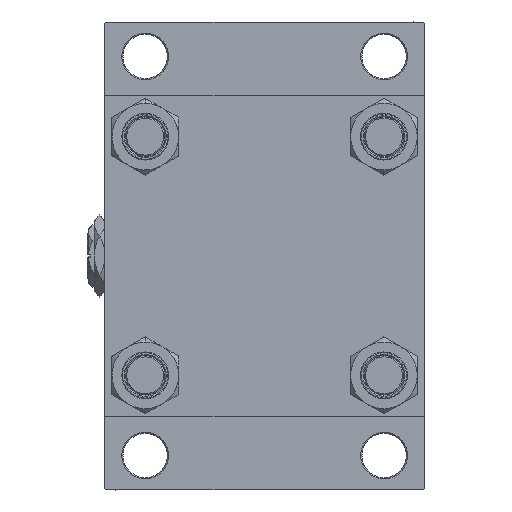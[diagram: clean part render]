
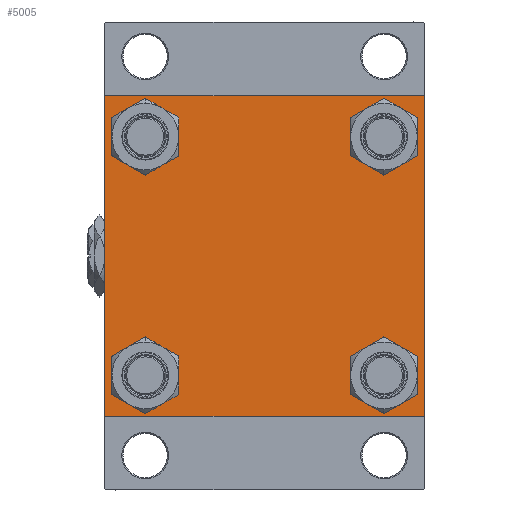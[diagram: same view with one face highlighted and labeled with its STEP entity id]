
A CAD part, left-side view. The second image highlights one B-rep face of the part: STEP entity #5005.
In plain terms, the highlighted planar face has unit normal (-1, 0, 0).
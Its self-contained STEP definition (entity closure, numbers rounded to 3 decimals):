
#108 = VERTEX_POINT ( 'NONE', #47724 ) ;
#230 = CARTESIAN_POINT ( 'NONE',  ( 0., 0., 0. ) ) ;
#437 = DIRECTION ( 'NONE',  ( 0., 0.707, -0.707 ) ) ;
#438 = CIRCLE ( 'NONE', #41612, 8.5 ) ;
#749 = DIRECTION ( 'NONE',  ( 0., 0., 1. ) ) ;
#1021 = VERTEX_POINT ( 'NONE', #20508 ) ;
#1231 = FACE_BOUND ( 'NONE', #2857, .T. ) ;
#2147 = ORIENTED_EDGE ( 'NONE', *, *, #5163, .T. ) ;
#2554 = CIRCLE ( 'NONE', #22730, 8.5 ) ;
#2631 = EDGE_LOOP ( 'NONE', ( #3319, #2147, #29669, #9475, #41733, #39387, #42564, #8850 ) ) ;
#2644 = LINE ( 'NONE', #48410, #23797 ) ;
#2770 = CARTESIAN_POINT ( 'NONE',  ( 0., -48.45, 48.45 ) ) ;
#2779 = CARTESIAN_POINT ( 'NONE',  ( 0., -48.45, 48.45 ) ) ;
#2857 = EDGE_LOOP ( 'NONE', ( #46528, #14644 ) ) ;
#3247 = EDGE_CURVE ( 'NONE', #12235, #39681, #49697, .T. ) ;
#3318 = CARTESIAN_POINT ( 'NONE',  ( 0., 48.45, 48.45 ) ) ;
#3319 = ORIENTED_EDGE ( 'NONE', *, *, #17861, .T. ) ;
#4207 = EDGE_CURVE ( 'NONE', #1021, #12819, #23879, .T. ) ;
#4286 = CARTESIAN_POINT ( 'NONE',  ( 0., 65., -64.5 ) ) ;
#4523 = DIRECTION ( 'NONE',  ( -1., 0., 0. ) ) ;
#4538 = AXIS2_PLACEMENT_3D ( 'NONE', #15647, #31048, #4770 ) ;
#4770 = DIRECTION ( 'NONE',  ( 0., 0., 1. ) ) ;
#4891 = VECTOR ( 'NONE', #42898, 1000. ) ;
#5005 = ADVANCED_FACE ( 'NONE', ( #8313, #1231, #28036, #46479, #12360 ), #15912, .T. ) ;
#5163 = EDGE_CURVE ( 'NONE', #22576, #48925, #47991, .T. ) ;
#6087 = CIRCLE ( 'NONE', #31860, 8.5 ) ;
#6875 = CARTESIAN_POINT ( 'NONE',  ( 0., 65., 64.5 ) ) ;
#6884 = ORIENTED_EDGE ( 'NONE', *, *, #49329, .T. ) ;
#7838 = CARTESIAN_POINT ( 'NONE',  ( 0., -64.75, -64.75 ) ) ;
#8313 = FACE_BOUND ( 'NONE', #28173, .T. ) ;
#8570 = DIRECTION ( 'NONE',  ( 0., 0., 1. ) ) ;
#8850 = ORIENTED_EDGE ( 'NONE', *, *, #15973, .T. ) ;
#9475 = ORIENTED_EDGE ( 'NONE', *, *, #35327, .T. ) ;
#10262 = CIRCLE ( 'NONE', #28057, 8.5 ) ;
#10392 = CARTESIAN_POINT ( 'NONE',  ( 0., 65., -65. ) ) ;
#10765 = CARTESIAN_POINT ( 'NONE',  ( 0., 48.45, 48.45 ) ) ;
#11633 = DIRECTION ( 'NONE',  ( 0., -0.707, 0.707 ) ) ;
#12127 = DIRECTION ( 'NONE',  ( 1., 0., 0. ) ) ;
#12235 = VERTEX_POINT ( 'NONE', #19395 ) ;
#12360 = FACE_OUTER_BOUND ( 'NONE', #2631, .T. ) ;
#12527 = CARTESIAN_POINT ( 'NONE',  ( 0., 64.5, -65. ) ) ;
#12624 = VECTOR ( 'NONE', #20968, 1000. ) ;
#12819 = VERTEX_POINT ( 'NONE', #34422 ) ;
#14644 = ORIENTED_EDGE ( 'NONE', *, *, #4207, .T. ) ;
#15647 = CARTESIAN_POINT ( 'NONE',  ( 0., -48.45, -48.45 ) ) ;
#15912 = PLANE ( 'NONE',  #45697 ) ;
#15973 = EDGE_CURVE ( 'NONE', #24250, #24486, #16625, .T. ) ;
#16131 = CARTESIAN_POINT ( 'NONE',  ( 0., 65., 65. ) ) ;
#16625 = LINE ( 'NONE', #32013, #17766 ) ;
#17766 = VECTOR ( 'NONE', #437, 1000. ) ;
#17861 = EDGE_CURVE ( 'NONE', #24486, #22576, #22719, .T. ) ;
#18202 = DIRECTION ( 'NONE',  ( 1., 0., 0. ) ) ;
#18982 = DIRECTION ( 'NONE',  ( 1., 0., 0. ) ) ;
#19368 = DIRECTION ( 'NONE',  ( 1., 0., 0. ) ) ;
#19395 = CARTESIAN_POINT ( 'NONE',  ( 0., -48.45, 39.95 ) ) ;
#19481 = DIRECTION ( 'NONE',  ( 0., 0., 1. ) ) ;
#19713 = CARTESIAN_POINT ( 'NONE',  ( 0., 48.45, -48.45 ) ) ;
#19722 = EDGE_CURVE ( 'NONE', #108, #20228, #2554, .T. ) ;
#20048 = ORIENTED_EDGE ( 'NONE', *, *, #19722, .T. ) ;
#20228 = VERTEX_POINT ( 'NONE', #49275 ) ;
#20508 = CARTESIAN_POINT ( 'NONE',  ( 0., -48.45, -56.95 ) ) ;
#20510 = VERTEX_POINT ( 'NONE', #48483 ) ;
#20968 = DIRECTION ( 'NONE',  ( 0., -0.707, -0.707 ) ) ;
#21101 = EDGE_CURVE ( 'NONE', #24250, #46975, #31679, .T. ) ;
#22395 = AXIS2_PLACEMENT_3D ( 'NONE', #10765, #48696, #29733 ) ;
#22576 = VERTEX_POINT ( 'NONE', #4286 ) ;
#22719 = LINE ( 'NONE', #16131, #4891 ) ;
#22730 = AXIS2_PLACEMENT_3D ( 'NONE', #26716, #19368, #27459 ) ;
#22936 = EDGE_CURVE ( 'NONE', #37083, #46975, #49744, .T. ) ;
#23797 = VECTOR ( 'NONE', #48894, 1000. ) ;
#23879 = CIRCLE ( 'NONE', #4538, 8.5 ) ;
#24250 = VERTEX_POINT ( 'NONE', #35209 ) ;
#24486 = VERTEX_POINT ( 'NONE', #6875 ) ;
#26039 = EDGE_CURVE ( 'NONE', #37083, #32464, #2644, .T. ) ;
#26585 = CARTESIAN_POINT ( 'NONE',  ( 0., -65., 64.5 ) ) ;
#26716 = CARTESIAN_POINT ( 'NONE',  ( 0., 48.45, -48.45 ) ) ;
#27286 = DIRECTION ( 'NONE',  ( 0., 0., 1. ) ) ;
#27459 = DIRECTION ( 'NONE',  ( 0., 0., 1. ) ) ;
#27926 = AXIS2_PLACEMENT_3D ( 'NONE', #2770, #18202, #33600 ) ;
#28036 = FACE_BOUND ( 'NONE', #37734, .T. ) ;
#28057 = AXIS2_PLACEMENT_3D ( 'NONE', #19713, #35371, #749 ) ;
#28173 = EDGE_LOOP ( 'NONE', ( #6884, #39787 ) ) ;
#28862 = ORIENTED_EDGE ( 'NONE', *, *, #30163, .T. ) ;
#29669 = ORIENTED_EDGE ( 'NONE', *, *, #42808, .T. ) ;
#29733 = DIRECTION ( 'NONE',  ( 0., 0., 1. ) ) ;
#30163 = EDGE_CURVE ( 'NONE', #20510, #47608, #6087, .T. ) ;
#30626 = VECTOR ( 'NONE', #33884, 1000. ) ;
#30845 = CIRCLE ( 'NONE', #42134, 8.5 ) ;
#31048 = DIRECTION ( 'NONE',  ( 1., 0., 0. ) ) ;
#31087 = LINE ( 'NONE', #7838, #32077 ) ;
#31229 = EDGE_CURVE ( 'NONE', #12819, #1021, #438, .T. ) ;
#31400 = ORIENTED_EDGE ( 'NONE', *, *, #34602, .T. ) ;
#31679 = LINE ( 'NONE', #34463, #36512 ) ;
#31860 = AXIS2_PLACEMENT_3D ( 'NONE', #3318, #18982, #19481 ) ;
#32013 = CARTESIAN_POINT ( 'NONE',  ( 0., 64.75, 64.75 ) ) ;
#32077 = VECTOR ( 'NONE', #11633, 1000. ) ;
#32464 = VERTEX_POINT ( 'NONE', #46623 ) ;
#33600 = DIRECTION ( 'NONE',  ( 0., 0., 1. ) ) ;
#33884 = DIRECTION ( 'NONE',  ( 0., -1., 0. ) ) ;
#34331 = CARTESIAN_POINT ( 'NONE',  ( 0., -64.75, 64.75 ) ) ;
#34422 = CARTESIAN_POINT ( 'NONE',  ( 0., -48.45, -39.95 ) ) ;
#34463 = CARTESIAN_POINT ( 'NONE',  ( 0., 65., 65. ) ) ;
#34486 = CIRCLE ( 'NONE', #22395, 8.5 ) ;
#34602 = EDGE_CURVE ( 'NONE', #20228, #108, #10262, .T. ) ;
#34950 = EDGE_CURVE ( 'NONE', #47608, #20510, #34486, .T. ) ;
#34969 = DIRECTION ( 'NONE',  ( 0., -1., 0. ) ) ;
#35112 = CARTESIAN_POINT ( 'NONE',  ( 0., -48.45, -48.45 ) ) ;
#35209 = CARTESIAN_POINT ( 'NONE',  ( 0., 64.5, 65. ) ) ;
#35327 = EDGE_CURVE ( 'NONE', #40996, #32464, #31087, .T. ) ;
#35371 = DIRECTION ( 'NONE',  ( 1., 0., 0. ) ) ;
#36512 = VECTOR ( 'NONE', #34969, 1000. ) ;
#37083 = VERTEX_POINT ( 'NONE', #26585 ) ;
#37734 = EDGE_LOOP ( 'NONE', ( #20048, #31400 ) ) ;
#38171 = ORIENTED_EDGE ( 'NONE', *, *, #34950, .T. ) ;
#39387 = ORIENTED_EDGE ( 'NONE', *, *, #22936, .T. ) ;
#39681 = VERTEX_POINT ( 'NONE', #43104 ) ;
#39787 = ORIENTED_EDGE ( 'NONE', *, *, #3247, .T. ) ;
#40463 = DIRECTION ( 'NONE',  ( 1., 0., 0. ) ) ;
#40996 = VERTEX_POINT ( 'NONE', #42759 ) ;
#41199 = DIRECTION ( 'NONE',  ( 0., 0., 1. ) ) ;
#41612 = AXIS2_PLACEMENT_3D ( 'NONE', #35112, #12127, #8570 ) ;
#41733 = ORIENTED_EDGE ( 'NONE', *, *, #26039, .F. ) ;
#41932 = DIRECTION ( 'NONE',  ( 0., 0.707, 0.707 ) ) ;
#42134 = AXIS2_PLACEMENT_3D ( 'NONE', #2779, #40463, #41199 ) ;
#42564 = ORIENTED_EDGE ( 'NONE', *, *, #21101, .F. ) ;
#42759 = CARTESIAN_POINT ( 'NONE',  ( 0., -64.5, -65. ) ) ;
#42808 = EDGE_CURVE ( 'NONE', #48925, #40996, #49783, .T. ) ;
#42898 = DIRECTION ( 'NONE',  ( 0., 0., -1. ) ) ;
#43104 = CARTESIAN_POINT ( 'NONE',  ( 0., -48.45, 56.95 ) ) ;
#43804 = CARTESIAN_POINT ( 'NONE',  ( 0., -64.5, 65. ) ) ;
#44511 = VECTOR ( 'NONE', #41932, 1000. ) ;
#44722 = CARTESIAN_POINT ( 'NONE',  ( 0., 48.45, 39.95 ) ) ;
#45697 = AXIS2_PLACEMENT_3D ( 'NONE', #230, #4523, #27286 ) ;
#46479 = FACE_BOUND ( 'NONE', #48971, .T. ) ;
#46528 = ORIENTED_EDGE ( 'NONE', *, *, #31229, .T. ) ;
#46623 = CARTESIAN_POINT ( 'NONE',  ( 0., -65., -64.5 ) ) ;
#46975 = VERTEX_POINT ( 'NONE', #43804 ) ;
#47608 = VERTEX_POINT ( 'NONE', #44722 ) ;
#47724 = CARTESIAN_POINT ( 'NONE',  ( 0., 48.45, -39.95 ) ) ;
#47991 = LINE ( 'NONE', #48239, #12624 ) ;
#48239 = CARTESIAN_POINT ( 'NONE',  ( 0., 64.75, -64.75 ) ) ;
#48410 = CARTESIAN_POINT ( 'NONE',  ( 0., -65., 65. ) ) ;
#48483 = CARTESIAN_POINT ( 'NONE',  ( 0., 48.45, 56.95 ) ) ;
#48696 = DIRECTION ( 'NONE',  ( 1., 0., 0. ) ) ;
#48894 = DIRECTION ( 'NONE',  ( 0., 0., -1. ) ) ;
#48925 = VERTEX_POINT ( 'NONE', #12527 ) ;
#48971 = EDGE_LOOP ( 'NONE', ( #28862, #38171 ) ) ;
#49275 = CARTESIAN_POINT ( 'NONE',  ( 0., 48.45, -56.95 ) ) ;
#49329 = EDGE_CURVE ( 'NONE', #39681, #12235, #30845, .T. ) ;
#49697 = CIRCLE ( 'NONE', #27926, 8.5 ) ;
#49744 = LINE ( 'NONE', #34331, #44511 ) ;
#49783 = LINE ( 'NONE', #10392, #30626 ) ;
